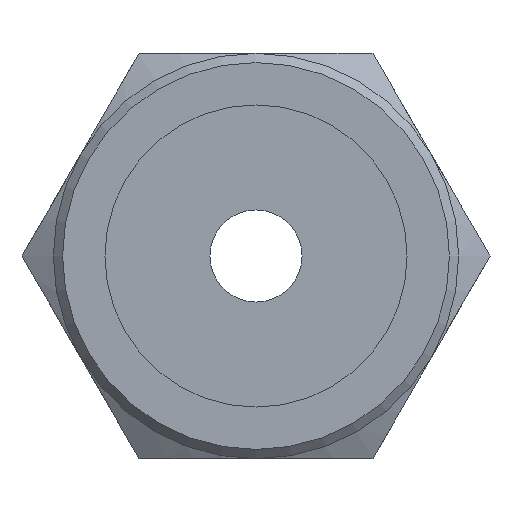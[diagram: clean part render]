
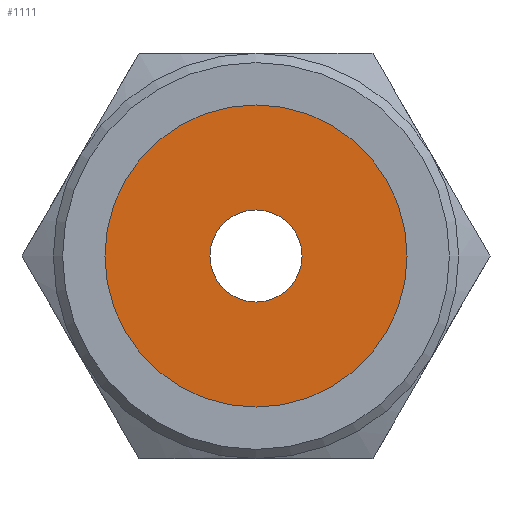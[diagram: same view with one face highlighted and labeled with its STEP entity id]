
A CAD part, front view. The second image highlights one B-rep face of the part: STEP entity #1111.
In plain terms, the highlighted planar face has unit normal (0, -1, 0).
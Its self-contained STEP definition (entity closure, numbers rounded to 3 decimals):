
#1077=CARTESIAN_POINT('',(-2.5,12.,0.0));
#1078=VERTEX_POINT('',#1077);
#1079=CARTESIAN_POINT('',(0.0,12.,0.0));
#1080=DIRECTION('',(0.0,1.0,0.0));
#1081=DIRECTION('',(-1.0,0.0,0.0));
#1082=AXIS2_PLACEMENT_3D('',#1079,#1080,#1081);
#1083=CIRCLE('',#1082,2.5);
#1084=EDGE_CURVE('',#1078,#1078,#1083,.T.);
#1092=CARTESIAN_POINT('',(-5.35,12.,0.0));
#1093=DIRECTION('',(0.0,-1.0,0.0));
#1094=DIRECTION('',(0.0,0.0,-1.0));
#1095=AXIS2_PLACEMENT_3D('',#1092,#1093,#1094);
#1096=PLANE('',#1095);
#1097=CARTESIAN_POINT('',(-8.2,12.,0.0));
#1098=VERTEX_POINT('',#1097);
#1099=CARTESIAN_POINT('',(0.0,12.,0.0));
#1100=DIRECTION('',(0.0,1.0,0.0));
#1101=DIRECTION('',(-1.0,0.0,0.0));
#1102=AXIS2_PLACEMENT_3D('',#1099,#1100,#1101);
#1103=CIRCLE('',#1102,8.2);
#1104=EDGE_CURVE('',#1098,#1098,#1103,.T.);
#1105=ORIENTED_EDGE('',*,*,#1104,.F.);
#1106=EDGE_LOOP('',(#1105));
#1107=FACE_OUTER_BOUND('',#1106,.T.);
#1108=ORIENTED_EDGE('',*,*,#1084,.T.);
#1109=EDGE_LOOP('',(#1108));
#1110=FACE_BOUND('',#1109,.T.);
#1111=ADVANCED_FACE('',(#1107,#1110),#1096,.T.);
